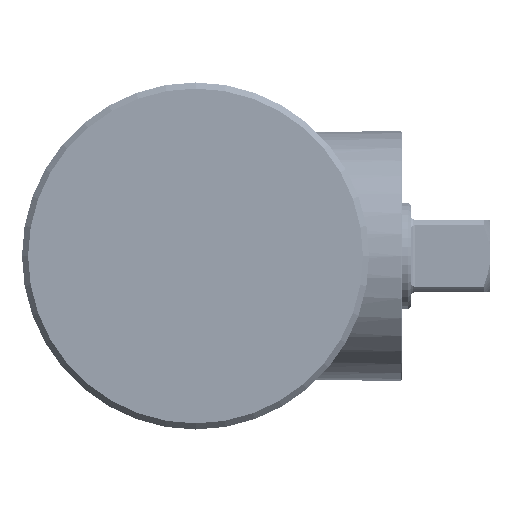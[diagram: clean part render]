
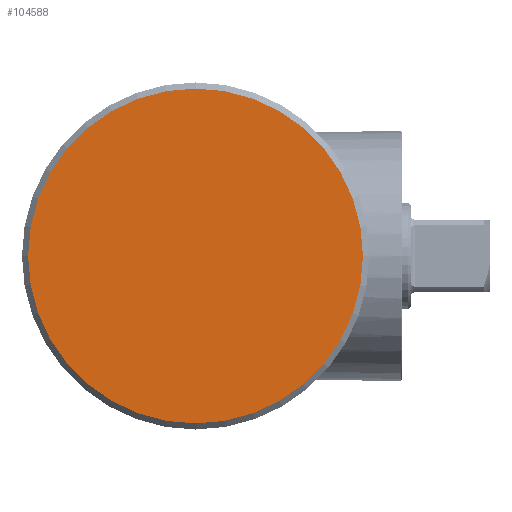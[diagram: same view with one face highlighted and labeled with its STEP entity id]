
A CAD part, left-side view. The second image highlights one B-rep face of the part: STEP entity #104588.
In plain terms, the highlighted planar face has unit normal (-1, 0, 0).
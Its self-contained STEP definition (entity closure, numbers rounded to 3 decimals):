
#28369=CARTESIAN_POINT('',(-53.472,0.,0.));
#28370=DIRECTION('',(-1.,0.,0.));
#28371=DIRECTION('',(0.,0.,-1.));
#28372=AXIS2_PLACEMENT_3D('',#28369,#28370,#28371);
#28383=CARTESIAN_POINT('',(-53.472,0.,0.));
#28384=DIRECTION('',(1.,0.,0.));
#28385=DIRECTION('',(0.,0.,-1.));
#28386=AXIS2_PLACEMENT_3D('',#28383,#28384,#28385);
#79118=CARTESIAN_POINT('',(-53.472,0.,-21.975));
#79119=CARTESIAN_POINT('',(-53.472,0.,21.975));
#79120=VERTEX_POINT('',#79118);
#79121=VERTEX_POINT('',#79119);
#104579=CARTESIAN_POINT('',(-53.472,0.,0.));
#104580=DIRECTION('',(-1.,0.,0.));
#104581=DIRECTION('',(0.,0.,1.));
#104582=AXIS2_PLACEMENT_3D('',#104579,#104580,#104581);
#104583=PLANE('',#104582);
#104584=ORIENTED_EDGE('',*,*,#104559,.F.);
#104585=ORIENTED_EDGE('',*,*,#104573,.T.);
#104586=EDGE_LOOP('',(#104584,#104585));
#104587=FACE_OUTER_BOUND('',#104586,.F.);
#104588=ADVANCED_FACE('',(#104587),#104583,.T.);
#28373=CIRCLE('',#28372,21.975);
#28387=CIRCLE('',#28386,21.975);
#104559=EDGE_CURVE('',#79120,#79121,#28373,.T.);
#104573=EDGE_CURVE('',#79120,#79121,#28387,.T.);
